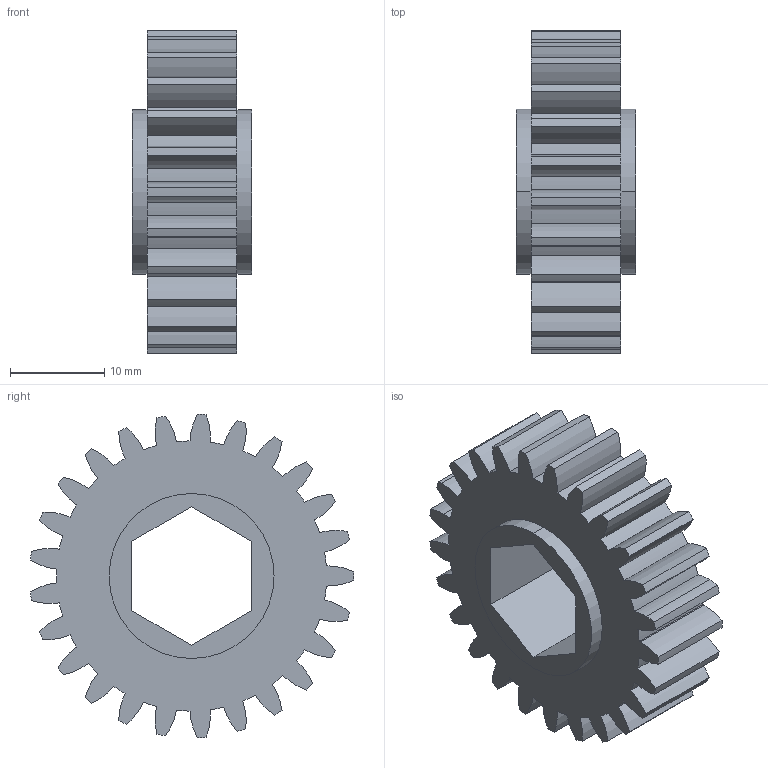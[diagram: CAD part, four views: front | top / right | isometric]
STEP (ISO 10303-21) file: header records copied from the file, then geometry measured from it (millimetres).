
FILE_DESCRIPTION (( 'STEP AP214' ), '1' );
FILE_NAME ('am-3535 25T 20DP 500hex 375 FW.STEP', '2016-11-30T20:44:09', ( '' ), ( '' ), 'SwSTEP 2.0', 'SolidWorks 2014', '' );
FILE_SCHEMA (( 'AUTOMOTIVE_DESIGN' ));
Length unit declared in the file: inch
Products named in the file (1): am-3535 25T 20DP 500hex 375 FW
Bounding box: 12.7 x 34.21 x 34.27 mm (x, y, z)
Volume: 6302 mm3; surface area: 3971.2 mm2
Topology: 1 solids, 1 shells, 118 faces, 342 edges, 228 vertices
Faces by surface type: cylinder 108, plane 10
Entity records: 4066 total; most frequent: DIRECTION 796, CARTESIAN_POINT 689, ORIENTED_EDGE 684, EDGE_CURVE 342, AXIS2_PLACEMENT_3D 335, VERTEX_POINT 228, CIRCLE 216, VECTOR 126
